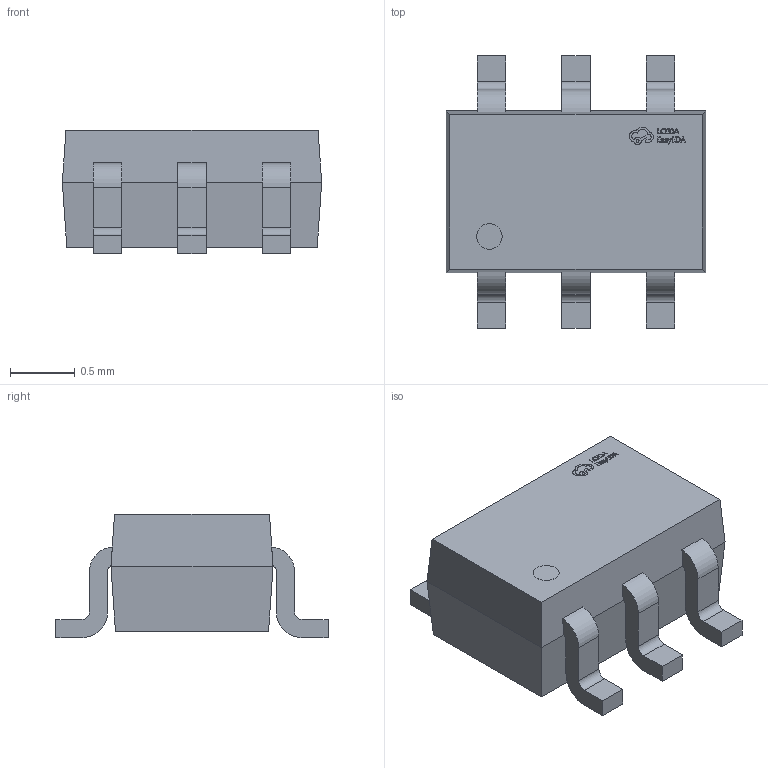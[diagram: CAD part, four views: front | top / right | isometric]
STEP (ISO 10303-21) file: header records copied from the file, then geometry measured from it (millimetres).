
FILE_DESCRIPTION (( 'STEP AP214' ), '1' );
FILE_NAME ('SOT-363-6_L2.0-W1.25-LS2.1-BL.step', '2022-07-26T11:12:34', ( '' ), ( '' ), 'SwSTEP 2.0', 'SolidWorks 2020', '' );
FILE_SCHEMA (( 'AUTOMOTIVE_DESIGN' ));
Length unit declared in the file: millimetre
Products named in the file (1): SOT-363-6_L2.0-W1.25-LS2.1-BL
Bounding box: 2 x 2.1 x 0.95 mm (x, y, z)
Volume: 2.3 mm3; surface area: 14.2 mm2
Topology: 14 solids, 14 shells, 369 faces, 977 edges, 650 vertices
Faces by surface type: plane 231, bspline 112, cylinder 26
Entity records: 16777 total; most frequent: CARTESIAN_POINT 4101, ORIENTED_EDGE 1954, DIRECTION 1317, EDGE_CURVE 977, VECTOR 697, LINE 697, VERTEX_POINT 650, EDGE_LOOP 395
